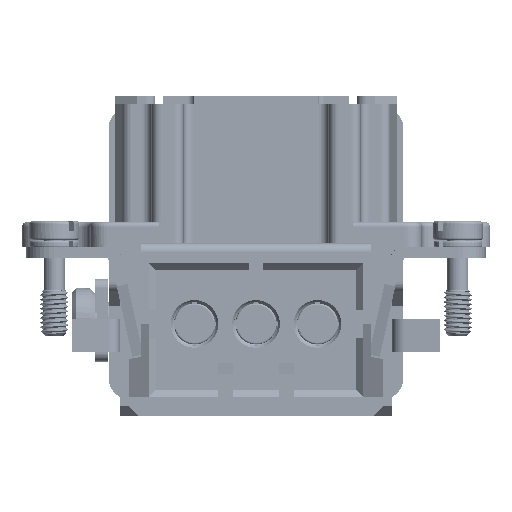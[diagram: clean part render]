
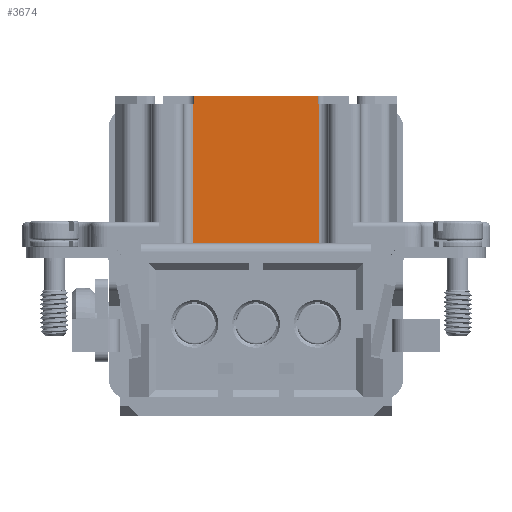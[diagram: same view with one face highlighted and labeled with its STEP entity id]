
A CAD part, front view. The second image highlights one B-rep face of the part: STEP entity #3674.
In plain terms, the highlighted planar face has unit normal (0, -1, 0).
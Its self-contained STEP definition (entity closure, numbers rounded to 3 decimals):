
#3674=ADVANCED_FACE('',(#7434),#5969,.T.);
#5969=PLANE('',#46603);
#7434=FACE_OUTER_BOUND('',#9697,.T.);
#9697=EDGE_LOOP('',(#15813,#15814,#15815,#15816,#15817,#15818,#15819,#15820));
#15813=ORIENTED_EDGE('',*,*,#32464,.F.);
#15814=ORIENTED_EDGE('',*,*,#33393,.T.);
#15815=ORIENTED_EDGE('',*,*,#33394,.T.);
#15816=ORIENTED_EDGE('',*,*,#33395,.T.);
#15817=ORIENTED_EDGE('',*,*,#33238,.F.);
#15818=ORIENTED_EDGE('',*,*,#33103,.F.);
#15819=ORIENTED_EDGE('',*,*,#32879,.F.);
#15820=ORIENTED_EDGE('',*,*,#32979,.F.);
#27826=VERTEX_POINT('',#63216);
#27827=VERTEX_POINT('',#63218);
#28123=VERTEX_POINT('',#64052);
#28124=VERTEX_POINT('',#64053);
#28248=VERTEX_POINT('',#64490);
#28337=VERTEX_POINT('',#64762);
#28449=VERTEX_POINT('',#65066);
#28450=VERTEX_POINT('',#65068);
#32464=EDGE_CURVE('',#27826,#27827,#39204,.T.);
#32879=EDGE_CURVE('',#28123,#28124,#39548,.T.);
#32979=EDGE_CURVE('',#27827,#28123,#39627,.T.);
#33103=EDGE_CURVE('',#28124,#28248,#39749,.T.);
#33238=EDGE_CURVE('',#28248,#28337,#39867,.T.);
#33393=EDGE_CURVE('',#27826,#28449,#39985,.T.);
#33394=EDGE_CURVE('',#28449,#28450,#39986,.T.);
#33395=EDGE_CURVE('',#28450,#28337,#39987,.T.);
#39204=LINE('',#63217,#42732);
#39548=LINE('',#64051,#43076);
#39627=LINE('',#64247,#43155);
#39749=LINE('',#64491,#43277);
#39867=LINE('',#64761,#43395);
#39985=LINE('',#65065,#43513);
#39986=LINE('',#65067,#43514);
#39987=LINE('',#65069,#43515);
#42732=VECTOR('',#50557,1.);
#43076=VECTOR('',#51289,1.);
#43155=VECTOR('',#51486,1.);
#43277=VECTOR('',#51716,1.);
#43395=VECTOR('',#51962,1.);
#43513=VECTOR('',#52228,1.);
#43514=VECTOR('',#52229,1.);
#43515=VECTOR('',#52230,1.);
#46603=AXIS2_PLACEMENT_3D('',#65070,#52231,#52232);
#50557=DIRECTION('',(1.,0.,0.));
#51289=DIRECTION('',(1.,0.,0.));
#51486=DIRECTION('',(0.,0.,-1.));
#51716=DIRECTION('',(0.,0.,-1.));
#51962=DIRECTION('',(-1.,0.,0.));
#52228=DIRECTION('',(0.,0.,-1.));
#52229=DIRECTION('',(-1.,0.,0.));
#52230=DIRECTION('',(0.,0.,-1.));
#52231=DIRECTION('',(0.,-1.,0.));
#52232=DIRECTION('',(0.,0.,1.));
#63216=CARTESIAN_POINT('',(-6.725,-7.65,33.6));
#63217=CARTESIAN_POINT('',(0.,-7.65,33.6));
#63218=CARTESIAN_POINT('',(6.725,-7.65,33.6));
#64051=CARTESIAN_POINT('',(-16.75,-7.65,32.8));
#64052=CARTESIAN_POINT('',(6.725,-7.65,32.8));
#64053=CARTESIAN_POINT('',(6.9,-7.65,32.8));
#64247=CARTESIAN_POINT('',(6.725,-7.65,33.));
#64490=CARTESIAN_POINT('',(6.9,-7.65,17.6));
#64491=CARTESIAN_POINT('',(6.9,-7.65,32.65));
#64761=CARTESIAN_POINT('',(-15.451,-7.65,17.6));
#64762=CARTESIAN_POINT('',(-6.9,-7.65,17.6));
#65065=CARTESIAN_POINT('',(-6.725,-7.65,33.));
#65066=CARTESIAN_POINT('',(-6.725,-7.65,32.8));
#65067=CARTESIAN_POINT('',(48.9,-7.65,32.8));
#65068=CARTESIAN_POINT('',(-6.9,-7.65,32.8));
#65069=CARTESIAN_POINT('',(-6.9,-7.65,32.65));
#65070=CARTESIAN_POINT('',(48.9,-7.65,17.45));
